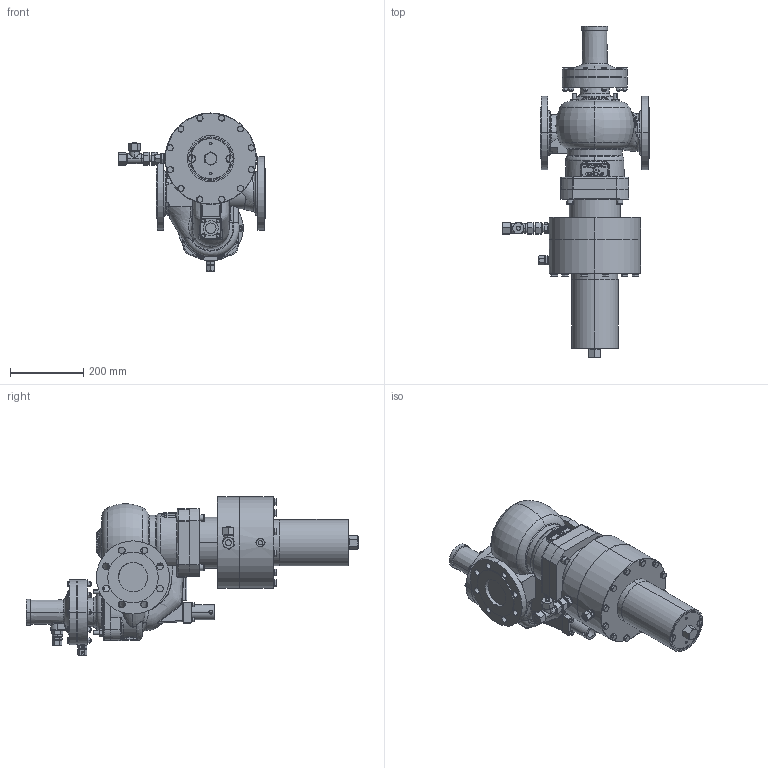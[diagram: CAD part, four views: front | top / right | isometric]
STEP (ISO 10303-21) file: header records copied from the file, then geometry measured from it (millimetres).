
FILE_DESCRIPTION (( 'STEP AP214' ), '1' );
FILE_NAME ('HON380_DN80_DN80_PN16_X_HON674_R_RE0.STEP', '2022-08-22T11:45:46', ( '' ), ( '' ), 'SwSTEP 2.0', 'SolidWorks 2019', '' );
FILE_SCHEMA (( 'AUTOMOTIVE_DESIGN' ));
Length unit declared in the file: millimetre
Products named in the file (1): HON380_DN80_DN80_PN16_X_HON674_R_RE0
Bounding box: 400.62 x 907.46 x 431.9 mm (x, y, z)
Volume: 26471053.5 mm3; surface area: 1153516.8 mm2
Topology: 1 solids, 1 shells, 2448 faces, 5962 edges, 3702 vertices
Faces by surface type: plane 1007, cylinder 484, cone 421, bspline 396, torus 136, sphere 4
Entity records: 240800 total; most frequent: CARTESIAN_POINT 182829, ORIENTED_EDGE 11902, DIRECTION 10052, EDGE_CURVE 5951, AXIS2_PLACEMENT_3D 3846, VERTEX_POINT 3702, EDGE_LOOP 2711, ADVANCED_FACE 2448
